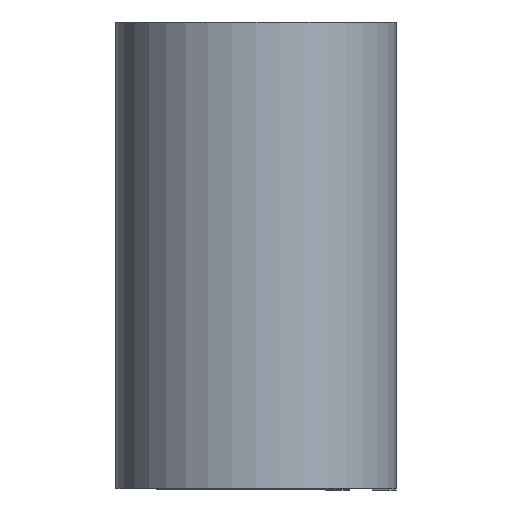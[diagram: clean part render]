
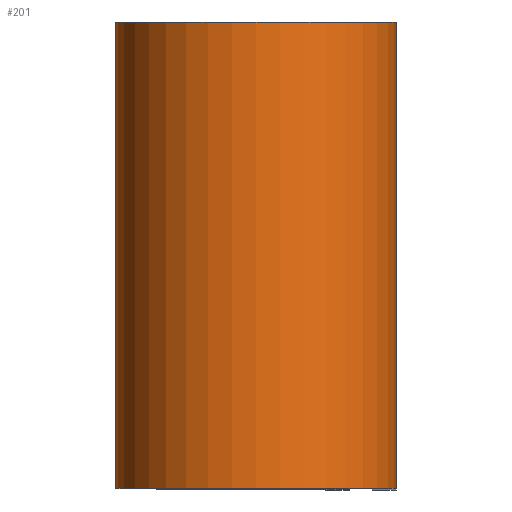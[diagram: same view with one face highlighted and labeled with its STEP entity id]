
A CAD part, top view. The second image highlights one B-rep face of the part: STEP entity #201.
In plain terms, the highlighted cylindrical face has radius 4.775 mm (diameter 9.55 mm), a partial arc.
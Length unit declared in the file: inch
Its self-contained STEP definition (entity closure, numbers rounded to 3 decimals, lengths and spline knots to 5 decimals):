
#13 = FACE_OUTER_BOUND ( 'NONE', #344, .T. ) ;
#28 = CARTESIAN_POINT ( 'NONE',  ( 0.188, 0.3125, 0.312 ) ) ;
#48 = LINE ( 'NONE', #765, #562 ) ;
#108 = CARTESIAN_POINT ( 'NONE',  ( 0.188, 0.3125, 0.312 ) ) ;
#113 = VERTEX_POINT ( 'NONE', #28 ) ;
#169 = DIRECTION ( 'NONE',  ( 0., -1., 0. ) ) ;
#172 = AXIS2_PLACEMENT_3D ( 'NONE', #289, #776, #356 ) ;
#189 = VECTOR ( 'NONE', #436, 39.37008 ) ;
#193 = EDGE_CURVE ( 'NONE', #113, #628, #579, .T. ) ;
#201 = ADVANCED_FACE ( 'NONE', ( #13 ), #341, .T. ) ;
#223 = ORIENTED_EDGE ( 'NONE', *, *, #649, .T. ) ;
#239 = DIRECTION ( 'NONE',  ( 0., 1., 0. ) ) ;
#274 = CARTESIAN_POINT ( 'NONE',  ( 0.188, -0.3125, 0.312 ) ) ;
#289 = CARTESIAN_POINT ( 'NONE',  ( 0., -0.3125, 0.312 ) ) ;
#301 = DIRECTION ( 'NONE',  ( 0., 0., -1. ) ) ;
#341 = CYLINDRICAL_SURFACE ( 'NONE', #576, 0.188 ) ;
#344 = EDGE_LOOP ( 'NONE', ( #223, #380, #796, #603 ) ) ;
#356 = DIRECTION ( 'NONE',  ( 1., 0., 0. ) ) ;
#380 = ORIENTED_EDGE ( 'NONE', *, *, #193, .F. ) ;
#389 = EDGE_CURVE ( 'NONE', #841, #541, #48, .T. ) ;
#413 = DIRECTION ( 'NONE',  ( 0., -1., 0. ) ) ;
#436 = DIRECTION ( 'NONE',  ( 0., -1., 0. ) ) ;
#541 = VERTEX_POINT ( 'NONE', #543 ) ;
#543 = CARTESIAN_POINT ( 'NONE',  ( -0.188, -0.3125, 0.312 ) ) ;
#544 = CIRCLE ( 'NONE', #857, 0.188 ) ;
#562 = VECTOR ( 'NONE', #413, 39.37008 ) ;
#576 = AXIS2_PLACEMENT_3D ( 'NONE', #785, #169, #301 ) ;
#579 = LINE ( 'NONE', #108, #189 ) ;
#590 = CARTESIAN_POINT ( 'NONE',  ( -0.188, 0.3125, 0.312 ) ) ;
#603 = ORIENTED_EDGE ( 'NONE', *, *, #389, .T. ) ;
#628 = VERTEX_POINT ( 'NONE', #274 ) ;
#648 = CARTESIAN_POINT ( 'NONE',  ( 0., 0.3125, 0.312 ) ) ;
#649 = EDGE_CURVE ( 'NONE', #541, #628, #835, .T. ) ;
#722 = DIRECTION ( 'NONE',  ( 1., 0., 0. ) ) ;
#746 = EDGE_CURVE ( 'NONE', #841, #113, #544, .T. ) ;
#765 = CARTESIAN_POINT ( 'NONE',  ( -0.188, 0.3125, 0.312 ) ) ;
#776 = DIRECTION ( 'NONE',  ( 0., 1., 0. ) ) ;
#785 = CARTESIAN_POINT ( 'NONE',  ( 0., 0.3125, 0.312 ) ) ;
#796 = ORIENTED_EDGE ( 'NONE', *, *, #746, .F. ) ;
#835 = CIRCLE ( 'NONE', #172, 0.188 ) ;
#841 = VERTEX_POINT ( 'NONE', #590 ) ;
#857 = AXIS2_PLACEMENT_3D ( 'NONE', #648, #239, #722 ) ;
